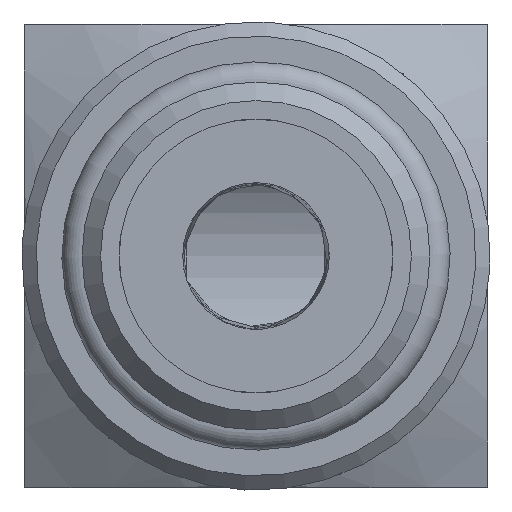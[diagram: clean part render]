
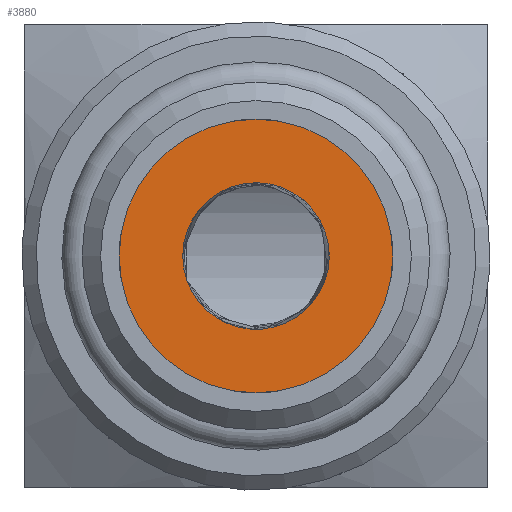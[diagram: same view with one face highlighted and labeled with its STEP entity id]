
A CAD part, left-side view. The second image highlights one B-rep face of the part: STEP entity #3880.
In plain terms, the highlighted planar face has unit normal (-1, 0, 0).
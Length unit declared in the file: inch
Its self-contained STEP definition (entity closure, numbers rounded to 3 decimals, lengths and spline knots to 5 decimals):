
#3613=CARTESIAN_POINT('',(-2.555,-0.158,0.0));
#3614=VERTEX_POINT('',#3613);
#3615=CARTESIAN_POINT('',(-2.555,0.0,0.0));
#3616=DIRECTION('',(1.0,0.0,0.0));
#3617=DIRECTION('',(0.0,-1.0,0.0));
#3618=AXIS2_PLACEMENT_3D('',#3615,#3616,#3617);
#3619=CIRCLE('',#3618,0.158);
#3620=EDGE_CURVE('',#3614,#3614,#3619,.T.);
#3861=CARTESIAN_POINT('',(-2.555,0.1475,0.0));
#3862=DIRECTION('',(-1.0,0.0,0.0));
#3863=DIRECTION('',(0.0,0.0,1.0));
#3864=AXIS2_PLACEMENT_3D('',#3861,#3862,#3863);
#3865=PLANE('',#3864);
#3866=CARTESIAN_POINT('',(-2.555,0.295,0.0));
#3867=VERTEX_POINT('',#3866);
#3868=CARTESIAN_POINT('',(-2.555,0.0,0.0));
#3869=DIRECTION('',(1.0,0.0,0.0));
#3870=DIRECTION('',(0.0,1.0,0.0));
#3871=AXIS2_PLACEMENT_3D('',#3868,#3869,#3870);
#3872=CIRCLE('',#3871,0.295);
#3873=EDGE_CURVE('',#3867,#3867,#3872,.T.);
#3874=ORIENTED_EDGE('',*,*,#3873,.F.);
#3875=EDGE_LOOP('',(#3874));
#3876=FACE_OUTER_BOUND('',#3875,.T.);
#3877=ORIENTED_EDGE('',*,*,#3620,.T.);
#3878=EDGE_LOOP('',(#3877));
#3879=FACE_BOUND('',#3878,.T.);
#3880=ADVANCED_FACE('',(#3876,#3879),#3865,.T.);
